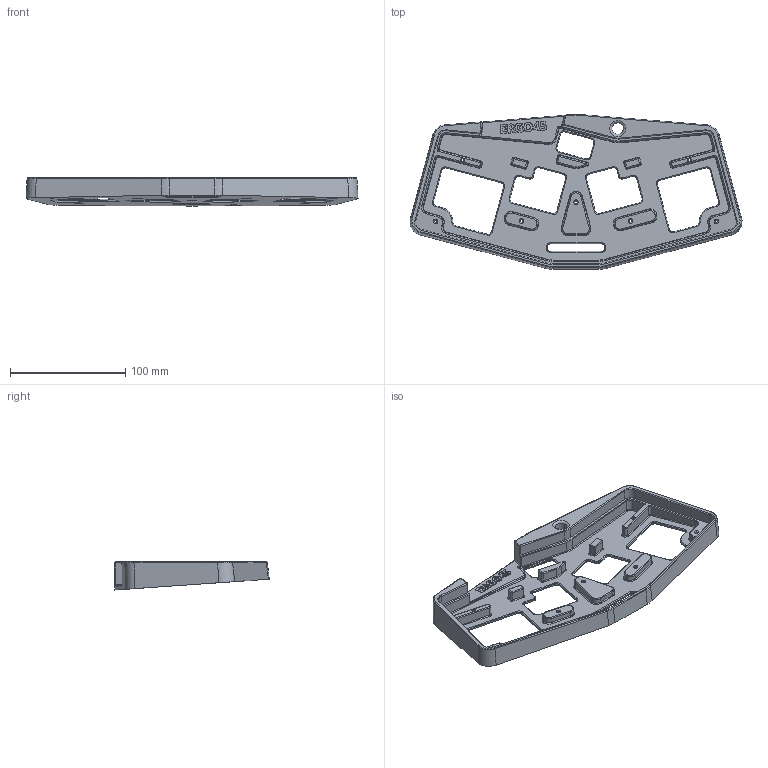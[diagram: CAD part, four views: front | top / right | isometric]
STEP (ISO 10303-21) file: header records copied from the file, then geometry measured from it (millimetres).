
FILE_DESCRIPTION(('FreeCAD Model'),'2;1');
FILE_NAME('Open CASCADE Shape Model','2024-03-30T23:34:50',(''),(''), 'Open CASCADE STEP processor 7.6','FreeCAD','Unknown');
FILE_SCHEMA(('AUTOMOTIVE_DESIGN { 1 0 10303 214 1 1 1 1 }'));
Products named in the file (1): Body
Bounding box: 287.91 x 134.08 x 24.3 mm (x, y, z)
Volume: 146319.3 mm3; surface area: 75895.9 mm2
Topology: 1 solids, 1 shells, 718 faces, 1792 edges, 1085 vertices
Faces by surface type: cylinder 234, plane 174, extrusion 124, bspline 89, torus 82, revolution 11, sphere 4
Full cylindrical faces by diameter (mm): 2.42 x7, 10 x1
Entity records: 56125 total; most frequent: CARTESIAN_POINT 21763, DIRECTION 5914, VECTOR 3867, LINE 3743, ORIENTED_EDGE 3572, PCURVE 3572, DEFINITIONAL_REPRESENTATION 3572, EDGE_CURVE 1786
